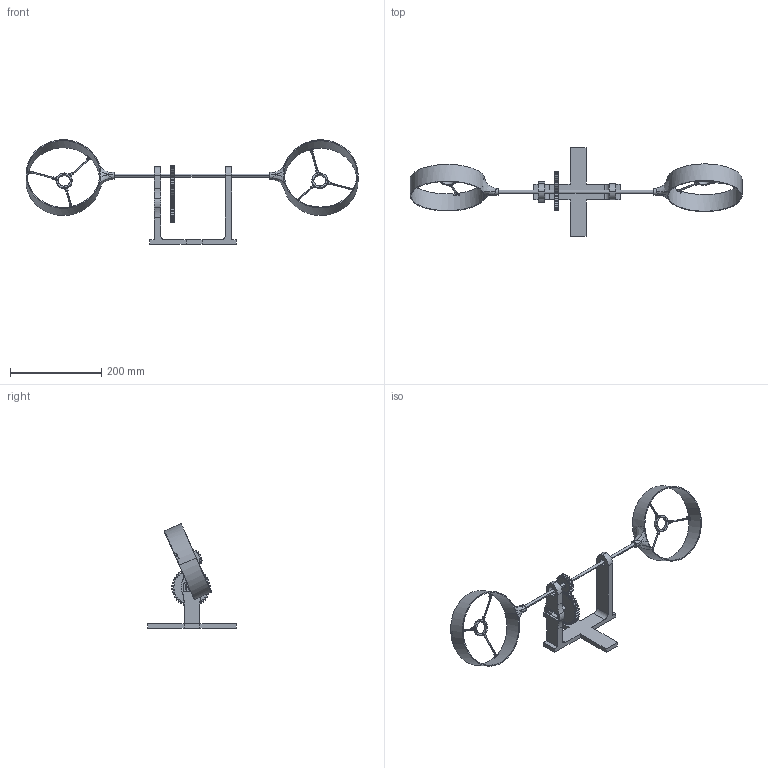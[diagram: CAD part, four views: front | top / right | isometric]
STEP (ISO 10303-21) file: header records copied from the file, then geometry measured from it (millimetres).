
FILE_DESCRIPTION (( 'STEP AP203' ), '1' );
FILE_NAME ('Assemblage2.STEP', '2024-02-09T08:40:09', ( '' ), ( '' ), 'SwSTEP 2.0', 'SolidWorks 2023', '' );
FILE_SCHEMA (( 'CONFIG_CONTROL_DESIGN' ));
Length unit declared in the file: millimetre
Products named in the file (10): Assemblage1; assemblage_2; Fixation_moteur; Assemblage2; axe_7mm; support; tige_carbon; Pièce2; spur gear_am_Metric - Spur gear 2M 40T 20PA 10FW ---S40N75H50L14N; spur gear_am_Metric - Spur gear 2M 20T 20PA 10FW ---S20N75H50L14N
Assembly tree (12 placements, depth 4):
  Assemblage2
    assemblage_2
      Assemblage1  x2
        Pièce2
        Fixation_moteur
        tige_carbon
      axe_7mm
    support
    spur gear_am_Metric - Spur gear 2M 40T 20PA 10FW ---S40N75H50L14N
    spur gear_am_Metric - Spur gear 2M 20T 20PA 10FW ---S20N75H50L14N
Bounding box: 728 x 195 x 228.94 mm (x, y, z)
Volume: 449872.6 mm3; surface area: 192947.8 mm2
Topology: 14 solids, 14 shells, 551 faces, 1528 edges, 1016 vertices
Faces by surface type: cylinder 404, plane 89, bspline 46, torus 12
Entity records: 19479 total; most frequent: CARTESIAN_POINT 6687, DIRECTION 2622, ORIENTED_EDGE 2458, EDGE_CURVE 1229, AXIS2_PLACEMENT_3D 1088, VERTEX_POINT 818, CIRCLE 664, EDGE_LOOP 465
